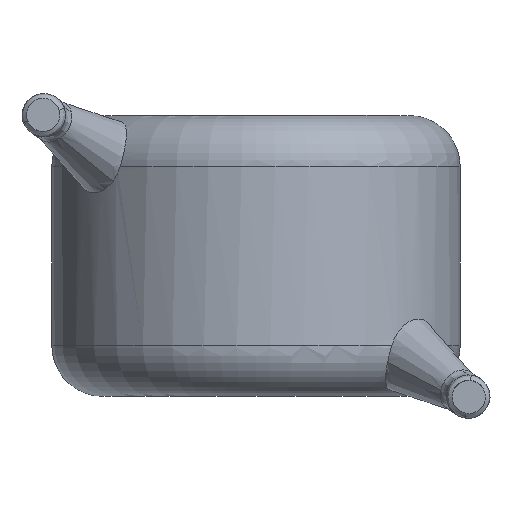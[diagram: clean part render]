
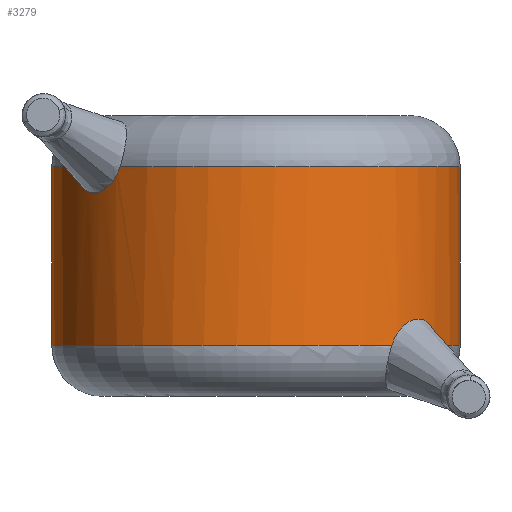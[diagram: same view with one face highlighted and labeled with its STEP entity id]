
A CAD part, front view. The second image highlights one B-rep face of the part: STEP entity #3279.
In plain terms, the highlighted cylindrical face has radius 4 mm (diameter 8 mm), a partial arc.
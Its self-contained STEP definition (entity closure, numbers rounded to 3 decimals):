
#29 = EDGE_CURVE ( 'NONE', #3965, #3223, #3645, .T. ) ;
#36 = B_SPLINE_CURVE_WITH_KNOTS ( 'NONE', 3,
 ( #173, #1770, #2755, #783, #4075, #3386, #1768, #146, #2475, #480 ),
 .UNSPECIFIED., .F., .F.,
 ( 4, 2, 2, 2, 4 ),
 ( 0., 0., 0.001, 0.001, 0.002 ),
 .UNSPECIFIED. ) ;
#63 = CARTESIAN_POINT ( 'NONE',  ( 2.712, -2.94, 1.142 ) ) ;
#122 = CIRCLE ( 'NONE', #3850, 4. ) ;
#146 = CARTESIAN_POINT ( 'NONE',  ( -2.945, -2.709, 4.059 ) ) ;
#173 = CARTESIAN_POINT ( 'NONE',  ( -3.54, -1.863, 4.5 ) ) ;
#225 = CIRCLE ( 'NONE', #1867, 4. ) ;
#246 = CARTESIAN_POINT ( 'NONE',  ( -4., 0., 1. ) ) ;
#344 = CARTESIAN_POINT ( 'NONE',  ( -3.54, -1.863, 4.5 ) ) ;
#377 = CARTESIAN_POINT ( 'NONE',  ( 0., 0., 5.5 ) ) ;
#399 = EDGE_CURVE ( 'NONE', #1859, #3199, #3251, .T. ) ;
#402 = CARTESIAN_POINT ( 'NONE',  ( 3.064, -2.576, 1.509 ) ) ;
#480 = CARTESIAN_POINT ( 'NONE',  ( -2.8, -2.856, 4.216 ) ) ;
#583 = CARTESIAN_POINT ( 'NONE',  ( 0., 0., 1. ) ) ;
#634 = ORIENTED_EDGE ( 'NONE', *, *, #1711, .T. ) ;
#741 = CARTESIAN_POINT ( 'NONE',  ( 2.661, -2.986, 1. ) ) ;
#783 = CARTESIAN_POINT ( 'NONE',  ( -3.401, -2.108, 4.08 ) ) ;
#804 = LINE ( 'NONE', #916, #4002 ) ;
#879 = CARTESIAN_POINT ( 'NONE',  ( 0., 0., 4.5 ) ) ;
#897 = AXIS2_PLACEMENT_3D ( 'NONE', #377, #2031, #3401 ) ;
#916 = CARTESIAN_POINT ( 'NONE',  ( -4., 0., 5.5 ) ) ;
#923 = DIRECTION ( 'NONE',  ( 0., 0., 1. ) ) ;
#998 = CIRCLE ( 'NONE', #3318, 4. ) ;
#1098 = CARTESIAN_POINT ( 'NONE',  ( 3.256, -2.328, 1.52 ) ) ;
#1108 = B_SPLINE_CURVE_WITH_KNOTS ( 'NONE', 3,
 ( #741, #2706, #63, #3412, #1418, #2407, #402, #1098, #2425, #4026, #2374, #3720 ),
 .UNSPECIFIED., .F., .F.,
 ( 4, 2, 2, 2, 2, 4 ),
 ( 0., 0., 0., 0.001, 0.001, 0.002 ),
 .UNSPECIFIED. ) ;
#1210 = CARTESIAN_POINT ( 'NONE',  ( 3.54, -1.863, 1. ) ) ;
#1231 = CARTESIAN_POINT ( 'NONE',  ( -2.8, -2.856, 4.216 ) ) ;
#1255 = DIRECTION ( 'NONE',  ( 0., 0., -1. ) ) ;
#1270 = CARTESIAN_POINT ( 'NONE',  ( -4., 0., 4.5 ) ) ;
#1302 = EDGE_LOOP ( 'NONE', ( #3336, #2186, #3719, #3722, #634, #3767, #2275, #4020, #2690 ) ) ;
#1359 = CARTESIAN_POINT ( 'NONE',  ( -2.8, -2.856, 4.216 ) ) ;
#1418 = CARTESIAN_POINT ( 'NONE',  ( 2.825, -2.832, 1.32 ) ) ;
#1419 = EDGE_CURVE ( 'NONE', #2154, #3675, #804, .T. ) ;
#1504 = DIRECTION ( 'NONE',  ( 1., 0., 0. ) ) ;
#1549 = CARTESIAN_POINT ( 'NONE',  ( -2.693, -2.958, 4.393 ) ) ;
#1601 = CARTESIAN_POINT ( 'NONE',  ( 2.661, -2.986, 1. ) ) ;
#1647 = DIRECTION ( 'NONE',  ( 1., 0., 0. ) ) ;
#1711 = EDGE_CURVE ( 'NONE', #1821, #2154, #225, .T. ) ;
#1713 = CARTESIAN_POINT ( 'NONE',  ( 4., 0., 5.5 ) ) ;
#1768 = CARTESIAN_POINT ( 'NONE',  ( -3.106, -2.523, 3.983 ) ) ;
#1770 = CARTESIAN_POINT ( 'NONE',  ( -3.528, -1.886, 4.372 ) ) ;
#1810 = CYLINDRICAL_SURFACE ( 'NONE', #897, 4. ) ;
#1821 = VERTEX_POINT ( 'NONE', #344 ) ;
#1859 = VERTEX_POINT ( 'NONE', #1359 ) ;
#1867 = AXIS2_PLACEMENT_3D ( 'NONE', #879, #3168, #1647 ) ;
#1912 = EDGE_CURVE ( 'NONE', #4124, #2527, #1108, .T. ) ;
#2025 = EDGE_CURVE ( 'NONE', #2527, #3223, #122, .T. ) ;
#2031 = DIRECTION ( 'NONE',  ( 0., 0., -1. ) ) ;
#2154 = VERTEX_POINT ( 'NONE', #1270 ) ;
#2186 = ORIENTED_EDGE ( 'NONE', *, *, #3093, .T. ) ;
#2216 = DIRECTION ( 'NONE',  ( 0., 0., -1. ) ) ;
#2275 = ORIENTED_EDGE ( 'NONE', *, *, #3852, .T. ) ;
#2374 = CARTESIAN_POINT ( 'NONE',  ( 3.525, -1.891, 1.156 ) ) ;
#2407 = CARTESIAN_POINT ( 'NONE',  ( 2.959, -2.694, 1.456 ) ) ;
#2413 = AXIS2_PLACEMENT_3D ( 'NONE', #583, #923, #3215 ) ;
#2425 = CARTESIAN_POINT ( 'NONE',  ( 3.346, -2.195, 1.478 ) ) ;
#2475 = CARTESIAN_POINT ( 'NONE',  ( -2.866, -2.792, 4.127 ) ) ;
#2527 = VERTEX_POINT ( 'NONE', #1210 ) ;
#2686 = DIRECTION ( 'NONE',  ( 0., 0., -1. ) ) ;
#2690 = ORIENTED_EDGE ( 'NONE', *, *, #2025, .T. ) ;
#2706 = CARTESIAN_POINT ( 'NONE',  ( 2.683, -2.967, 1.074 ) ) ;
#2755 = CARTESIAN_POINT ( 'NONE',  ( -3.497, -1.944, 4.256 ) ) ;
#2889 = FACE_OUTER_BOUND ( 'NONE', #1302, .T. ) ;
#3093 = EDGE_CURVE ( 'NONE', #3965, #3199, #998, .T. ) ;
#3168 = DIRECTION ( 'NONE',  ( 0., 0., -1. ) ) ;
#3199 = VERTEX_POINT ( 'NONE', #3885 ) ;
#3215 = DIRECTION ( 'NONE',  ( 1., 0., 0. ) ) ;
#3223 = VERTEX_POINT ( 'NONE', #4273 ) ;
#3251 = B_SPLINE_CURVE_WITH_KNOTS ( 'NONE', 3,
 ( #1231, #3508, #1549, #3784 ),
 .UNSPECIFIED., .F., .F.,
 ( 4, 4 ),
 ( 0.002, 0.002 ),
 .UNSPECIFIED. ) ;
#3279 = ADVANCED_FACE ( 'NONE', ( #2889 ), #1810, .T. ) ;
#3318 = AXIS2_PLACEMENT_3D ( 'NONE', #3452, #1255, #3525 ) ;
#3336 = ORIENTED_EDGE ( 'NONE', *, *, #29, .F. ) ;
#3362 = EDGE_CURVE ( 'NONE', #1821, #1859, #36, .T. ) ;
#3386 = CARTESIAN_POINT ( 'NONE',  ( -3.189, -2.418, 3.975 ) ) ;
#3401 = DIRECTION ( 'NONE',  ( -1., 0., 0. ) ) ;
#3412 = CARTESIAN_POINT ( 'NONE',  ( 2.783, -2.873, 1.265 ) ) ;
#3452 = CARTESIAN_POINT ( 'NONE',  ( 0., 0., 4.5 ) ) ;
#3508 = CARTESIAN_POINT ( 'NONE',  ( -2.742, -2.914, 4.296 ) ) ;
#3525 = DIRECTION ( 'NONE',  ( 1., 0., 0. ) ) ;
#3645 = LINE ( 'NONE', #1713, #4009 ) ;
#3675 = VERTEX_POINT ( 'NONE', #246 ) ;
#3719 = ORIENTED_EDGE ( 'NONE', *, *, #399, .F. ) ;
#3720 = CARTESIAN_POINT ( 'NONE',  ( 3.54, -1.863, 1. ) ) ;
#3722 = ORIENTED_EDGE ( 'NONE', *, *, #3362, .F. ) ;
#3767 = ORIENTED_EDGE ( 'NONE', *, *, #1419, .T. ) ;
#3773 = CARTESIAN_POINT ( 'NONE',  ( 0., 0., 1. ) ) ;
#3784 = CARTESIAN_POINT ( 'NONE',  ( -2.661, -2.986, 4.5 ) ) ;
#3850 = AXIS2_PLACEMENT_3D ( 'NONE', #3773, #4076, #1504 ) ;
#3852 = EDGE_CURVE ( 'NONE', #3675, #4124, #4263, .T. ) ;
#3885 = CARTESIAN_POINT ( 'NONE',  ( -2.661, -2.986, 4.5 ) ) ;
#3965 = VERTEX_POINT ( 'NONE', #4218 ) ;
#4002 = VECTOR ( 'NONE', #2216, 1000. ) ;
#4009 = VECTOR ( 'NONE', #2686, 1000. ) ;
#4020 = ORIENTED_EDGE ( 'NONE', *, *, #1912, .T. ) ;
#4026 = CARTESIAN_POINT ( 'NONE',  ( 3.482, -1.974, 1.295 ) ) ;
#4075 = CARTESIAN_POINT ( 'NONE',  ( -3.336, -2.211, 4.023 ) ) ;
#4076 = DIRECTION ( 'NONE',  ( 0., 0., 1. ) ) ;
#4124 = VERTEX_POINT ( 'NONE', #1601 ) ;
#4218 = CARTESIAN_POINT ( 'NONE',  ( 4., 0., 4.5 ) ) ;
#4263 = CIRCLE ( 'NONE', #2413, 4. ) ;
#4273 = CARTESIAN_POINT ( 'NONE',  ( 4., 0., 1. ) ) ;
